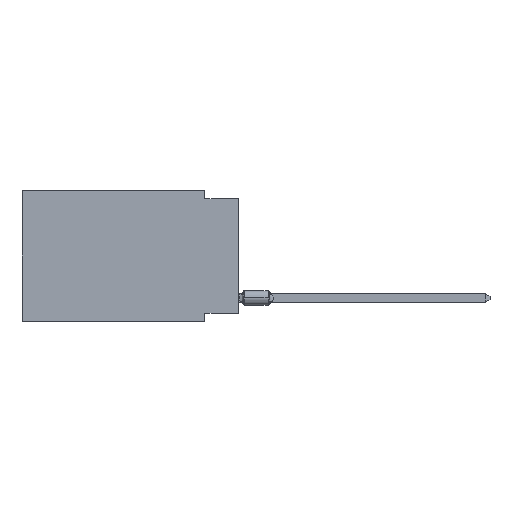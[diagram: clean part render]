
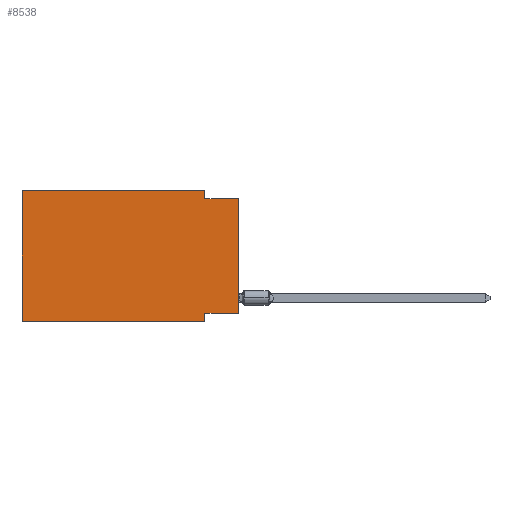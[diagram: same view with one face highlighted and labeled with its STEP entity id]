
A CAD part, left-side view. The second image highlights one B-rep face of the part: STEP entity #8538.
In plain terms, the highlighted planar face has unit normal (-1, 0, 0).
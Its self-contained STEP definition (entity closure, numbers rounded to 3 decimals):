
#185 = EDGE_CURVE ( 'NONE', #17297, #5437, #8573, .T. ) ;
#699 = EDGE_CURVE ( 'NONE', #17484, #1136, #11662, .T. ) ;
#736 = VERTEX_POINT ( 'NONE', #933 ) ;
#933 = CARTESIAN_POINT ( 'NONE',  ( 0., 0., -9.271 ) ) ;
#1103 = VERTEX_POINT ( 'NONE', #3461 ) ;
#1134 = DIRECTION ( 'NONE',  ( 0., 0., 1. ) ) ;
#1136 = VERTEX_POINT ( 'NONE', #8446 ) ;
#1223 = LINE ( 'NONE', #12208, #2346 ) ;
#1348 = CARTESIAN_POINT ( 'NONE',  ( 0., 16.383, 0. ) ) ;
#1956 = CARTESIAN_POINT ( 'NONE',  ( 0., 16.383, -9.906 ) ) ;
#2225 = DIRECTION ( 'NONE',  ( 0., -1., 0. ) ) ;
#2346 = VECTOR ( 'NONE', #1134, 1000. ) ;
#2602 = CARTESIAN_POINT ( 'NONE',  ( 0., 16.383, 0. ) ) ;
#2623 = CARTESIAN_POINT ( 'NONE',  ( 0., 16.383, 0. ) ) ;
#3081 = CARTESIAN_POINT ( 'NONE',  ( 0., 2.54, -9.906 ) ) ;
#3142 = ORIENTED_EDGE ( 'NONE', *, *, #699, .F. ) ;
#3461 = CARTESIAN_POINT ( 'NONE',  ( 0., 2.54, 0. ) ) ;
#3998 = VECTOR ( 'NONE', #14430, 1000. ) ;
#4037 = CARTESIAN_POINT ( 'NONE',  ( 0., 0., -0.635 ) ) ;
#4759 = VECTOR ( 'NONE', #2225, 1000. ) ;
#5199 = ORIENTED_EDGE ( 'NONE', *, *, #14960, .T. ) ;
#5437 = VERTEX_POINT ( 'NONE', #8988 ) ;
#5517 = VECTOR ( 'NONE', #9594, 1000. ) ;
#5708 = EDGE_LOOP ( 'NONE', ( #17907, #17463, #8690, #9845, #7839, #5199, #3142, #11771 ) ) ;
#5802 = LINE ( 'NONE', #10068, #14880 ) ;
#6561 = VECTOR ( 'NONE', #7325, 1000. ) ;
#6710 = EDGE_CURVE ( 'NONE', #15482, #1103, #15056, .T. ) ;
#6753 = AXIS2_PLACEMENT_3D ( 'NONE', #1348, #9751, #6987 ) ;
#6987 = DIRECTION ( 'NONE',  ( 0., 0., -1. ) ) ;
#7325 = DIRECTION ( 'NONE',  ( 0., 0., 1. ) ) ;
#7684 = LINE ( 'NONE', #1956, #4759 ) ;
#7839 = ORIENTED_EDGE ( 'NONE', *, *, #17101, .F. ) ;
#8147 = DIRECTION ( 'NONE',  ( 0., -1., 0. ) ) ;
#8446 = CARTESIAN_POINT ( 'NONE',  ( 0., 2.54, -9.906 ) ) ;
#8538 = ADVANCED_FACE ( 'NONE', ( #13896 ), #16769, .F. ) ;
#8573 = LINE ( 'NONE', #4037, #9878 ) ;
#8690 = ORIENTED_EDGE ( 'NONE', *, *, #16399, .F. ) ;
#8988 = CARTESIAN_POINT ( 'NONE',  ( 0., 0., -0.635 ) ) ;
#9222 = EDGE_CURVE ( 'NONE', #736, #5437, #1223, .T. ) ;
#9594 = DIRECTION ( 'NONE',  ( 0., 1., 0. ) ) ;
#9675 = DIRECTION ( 'NONE',  ( 0., -1., 0. ) ) ;
#9751 = DIRECTION ( 'NONE',  ( 1., 0., 0. ) ) ;
#9845 = ORIENTED_EDGE ( 'NONE', *, *, #6710, .F. ) ;
#9878 = VECTOR ( 'NONE', #9675, 1000. ) ;
#10044 = EDGE_CURVE ( 'NONE', #736, #17484, #17808, .T. ) ;
#10068 = CARTESIAN_POINT ( 'NONE',  ( 0., 2.54, 0. ) ) ;
#10089 = LINE ( 'NONE', #10181, #6561 ) ;
#10181 = CARTESIAN_POINT ( 'NONE',  ( 0., 16.383, 0. ) ) ;
#11662 = LINE ( 'NONE', #3081, #3998 ) ;
#11771 = ORIENTED_EDGE ( 'NONE', *, *, #10044, .F. ) ;
#12208 = CARTESIAN_POINT ( 'NONE',  ( 0., 0., 0. ) ) ;
#12354 = CARTESIAN_POINT ( 'NONE',  ( 0., 0., -9.271 ) ) ;
#13283 = CARTESIAN_POINT ( 'NONE',  ( 0., 2.54, -9.271 ) ) ;
#13655 = CARTESIAN_POINT ( 'NONE',  ( 0., 16.383, -9.906 ) ) ;
#13896 = FACE_OUTER_BOUND ( 'NONE', #5708, .T. ) ;
#14430 = DIRECTION ( 'NONE',  ( 0., 0., -1. ) ) ;
#14880 = VECTOR ( 'NONE', #15684, 1000. ) ;
#14960 = EDGE_CURVE ( 'NONE', #17326, #1136, #7684, .T. ) ;
#15056 = LINE ( 'NONE', #2602, #15562 ) ;
#15406 = CARTESIAN_POINT ( 'NONE',  ( 0., 2.54, -0.635 ) ) ;
#15482 = VERTEX_POINT ( 'NONE', #2623 ) ;
#15562 = VECTOR ( 'NONE', #8147, 1000. ) ;
#15684 = DIRECTION ( 'NONE',  ( 0., 0., -1. ) ) ;
#16399 = EDGE_CURVE ( 'NONE', #1103, #17297, #5802, .T. ) ;
#16769 = PLANE ( 'NONE',  #6753 ) ;
#17101 = EDGE_CURVE ( 'NONE', #17326, #15482, #10089, .T. ) ;
#17297 = VERTEX_POINT ( 'NONE', #15406 ) ;
#17326 = VERTEX_POINT ( 'NONE', #13655 ) ;
#17463 = ORIENTED_EDGE ( 'NONE', *, *, #185, .F. ) ;
#17484 = VERTEX_POINT ( 'NONE', #13283 ) ;
#17808 = LINE ( 'NONE', #12354, #5517 ) ;
#17907 = ORIENTED_EDGE ( 'NONE', *, *, #9222, .T. ) ;
